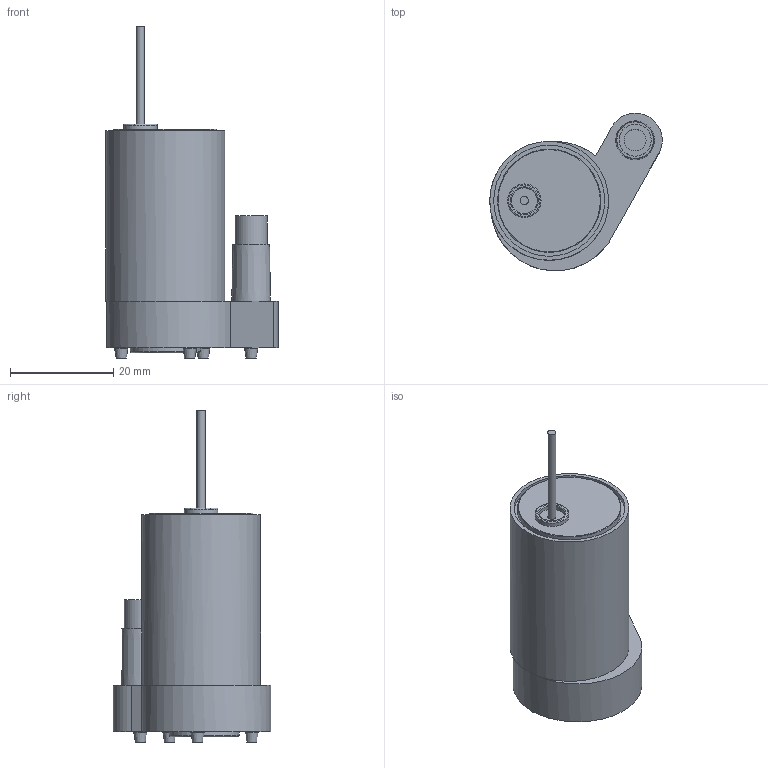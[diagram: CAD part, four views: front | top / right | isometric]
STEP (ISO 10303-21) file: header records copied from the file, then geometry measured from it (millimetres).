
FILE_DESCRIPTION(/* description */ (''),/* implementation_level */ '2;1');
FILE_NAME(/* name */ 'mini_water_pump_v.step',/* time_stamp */ '2019-12-09T23:29:14+01:00',/* author */ (''),/* organization */ (''),/* preprocessor_version */ 'ST-DEVELOPER v18',/* originating_system */ 'Autodesk Translation Framework v8.12.0.6',/* authorisation */ '');
FILE_SCHEMA (('AUTOMOTIVE_DESIGN { 1 0 10303 214 3 1 1 }'));
Length unit declared in the file: millimetre
Products named in the file (1): mini_water_pump_v
Bounding box: 33.38 x 30.5 x 64.25 mm (x, y, z)
Volume: 11832 mm3; surface area: 8251.5 mm2
Topology: 2 solids, 3 shells, 63 faces, 121 edges, 84 vertices
Faces by surface type: plane 30, cylinder 20, torus 8, cone 5
Full cylindrical faces by diameter (mm): 1.6 x1, 2.6 x7, 3.6 x1, 4.2 x1, 5 x1, 6.2 x1, 6.5 x1, 13.5 x1, 20 x2, 21.5 x1, 23 x1
Entity records: 1710 total; most frequent: DIRECTION 339, CARTESIAN_POINT 269, ORIENTED_EDGE 242, AXIS2_PLACEMENT_3D 154, EDGE_CURVE 121, CIRCLE 90, VERTEX_POINT 84, EDGE_LOOP 83
